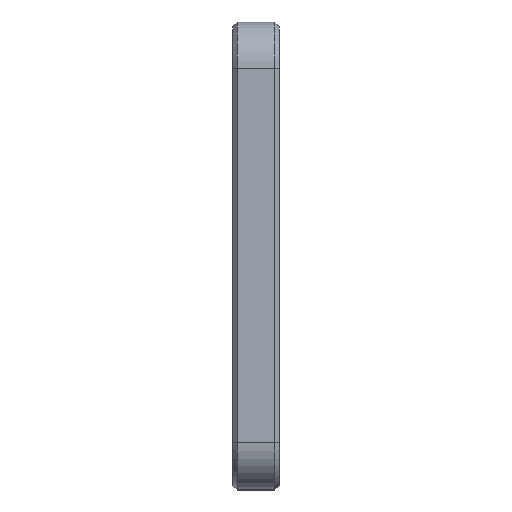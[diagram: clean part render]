
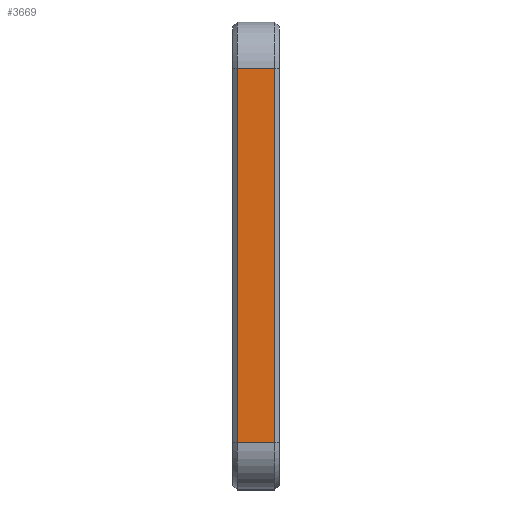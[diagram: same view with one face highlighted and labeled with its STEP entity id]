
A CAD part, top view. The second image highlights one B-rep face of the part: STEP entity #3669.
In plain terms, the highlighted planar face has unit normal (0, 0, 1).
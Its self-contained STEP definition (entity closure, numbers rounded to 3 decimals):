
#160=PLANE('',#4009);
#297=FACE_OUTER_BOUND('',#538,.T.);
#538=EDGE_LOOP('',(#2837,#2838,#2839,#2840));
#990=LINE('',#5788,#1351);
#1009=LINE('',#5837,#1370);
#1024=LINE('',#5877,#1385);
#1025=LINE('',#5879,#1386);
#1351=VECTOR('',#4605,10.);
#1370=VECTOR('',#4658,10.);
#1385=VECTOR('',#4715,10.);
#1386=VECTOR('',#4718,10.);
#1747=VERTEX_POINT('',#5782);
#1748=VERTEX_POINT('',#5786);
#1760=VERTEX_POINT('',#5831);
#1761=VERTEX_POINT('',#5835);
#2110=EDGE_CURVE('',#1748,#1747,#990,.T.);
#2135=EDGE_CURVE('',#1761,#1760,#1009,.T.);
#2155=EDGE_CURVE('',#1747,#1761,#1024,.T.);
#2156=EDGE_CURVE('',#1760,#1748,#1025,.T.);
#2837=ORIENTED_EDGE('',*,*,#2110,.F.);
#2838=ORIENTED_EDGE('',*,*,#2156,.F.);
#2839=ORIENTED_EDGE('',*,*,#2135,.F.);
#2840=ORIENTED_EDGE('',*,*,#2155,.F.);
#3669=ADVANCED_FACE('',(#297),#160,.T.);
#4009=AXIS2_PLACEMENT_3D('',#5878,#4716,#4717);
#4605=DIRECTION('',(0.,-1.,0.));
#4658=DIRECTION('',(0.,1.,0.));
#4715=DIRECTION('',(-1.,0.,0.));
#4716=DIRECTION('center_axis',(0.,0.,1.));
#4717=DIRECTION('ref_axis',(0.,1.,0.));
#4718=DIRECTION('',(1.,0.,0.));
#5782=CARTESIAN_POINT('',(9.,-48.325,220.704));
#5786=CARTESIAN_POINT('',(9.,31.675,220.704));
#5788=CARTESIAN_POINT('',(9.,-33.325,220.704));
#5831=CARTESIAN_POINT('',(1.,31.675,220.704));
#5835=CARTESIAN_POINT('',(1.,-48.325,220.704));
#5837=CARTESIAN_POINT('',(1.,-33.325,220.704));
#5877=CARTESIAN_POINT('',(10.,-48.325,220.704));
#5878=CARTESIAN_POINT('Origin',(10.,-58.325,220.704));
#5879=CARTESIAN_POINT('',(10.,31.675,220.704));
